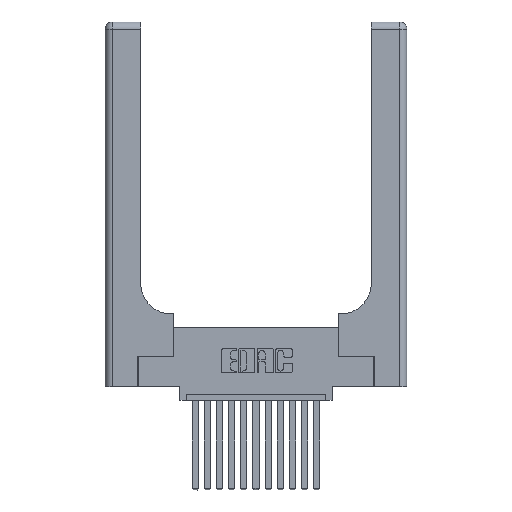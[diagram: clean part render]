
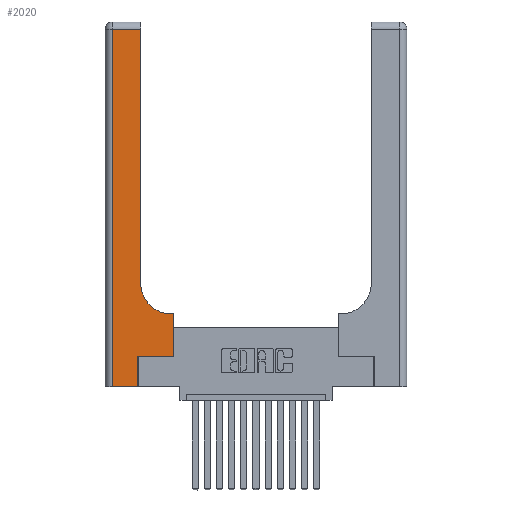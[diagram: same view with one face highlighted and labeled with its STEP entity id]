
A CAD part, top view. The second image highlights one B-rep face of the part: STEP entity #2020.
In plain terms, the highlighted planar face has unit normal (0, 0, 1).
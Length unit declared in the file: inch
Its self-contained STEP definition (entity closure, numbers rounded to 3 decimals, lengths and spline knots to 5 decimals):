
#78 = LINE ( 'NONE', #3597, #15829 ) ;
#304 = CIRCLE ( 'NONE', #7756, 0.25 ) ;
#334 = VERTEX_POINT ( 'NONE', #15929 ) ;
#404 = CARTESIAN_POINT ( 'NONE',  ( 0.2915, 2.94, 0.37 ) ) ;
#484 = ORIENTED_EDGE ( 'NONE', *, *, #11150, .T. ) ;
#499 = ORIENTED_EDGE ( 'NONE', *, *, #9222, .T. ) ;
#765 = CARTESIAN_POINT ( 'NONE',  ( 0.2915, 3., 0.37 ) ) ;
#1037 = DIRECTION ( 'NONE',  ( 0., 0., -1. ) ) ;
#1510 = LINE ( 'NONE', #14004, #5541 ) ;
#1672 = LINE ( 'NONE', #11648, #1899 ) ;
#1899 = VECTOR ( 'NONE', #13144, 39.37008 ) ;
#2020 = ADVANCED_FACE ( 'NONE', ( #2227 ), #3604, .F. ) ;
#2227 = FACE_OUTER_BOUND ( 'NONE', #11769, .T. ) ;
#2537 = CARTESIAN_POINT ( 'NONE',  ( 0.5415, 0.85, 0.37 ) ) ;
#2577 = DIRECTION ( 'NONE',  ( -1., 0., 0. ) ) ;
#3089 = LINE ( 'NONE', #13648, #4818 ) ;
#3109 = LINE ( 'NONE', #9326, #12682 ) ;
#3131 = ORIENTED_EDGE ( 'NONE', *, *, #11930, .T. ) ;
#3231 = VECTOR ( 'NONE', #14995, 39.37008 ) ;
#3401 = LINE ( 'NONE', #765, #7696 ) ;
#3597 = CARTESIAN_POINT ( 'NONE',  ( 0., 0., 0.37 ) ) ;
#3604 = PLANE ( 'NONE',  #10937 ) ;
#3821 = ORIENTED_EDGE ( 'NONE', *, *, #13663, .T. ) ;
#4114 = VERTEX_POINT ( 'NONE', #9512 ) ;
#4219 = ORIENTED_EDGE ( 'NONE', *, *, #11578, .T. ) ;
#4818 = VECTOR ( 'NONE', #17482, 39.37008 ) ;
#4933 = CARTESIAN_POINT ( 'NONE',  ( 0.5585, 0.25, 0.37 ) ) ;
#5440 = CARTESIAN_POINT ( 'NONE',  ( 0.5415, 0.6, 0.37 ) ) ;
#5505 = VERTEX_POINT ( 'NONE', #12537 ) ;
#5540 = EDGE_CURVE ( 'NONE', #11226, #7246, #3401, .T. ) ;
#5541 = VECTOR ( 'NONE', #11394, 39.37008 ) ;
#5645 = VECTOR ( 'NONE', #11878, 39.37008 ) ;
#6091 = ORIENTED_EDGE ( 'NONE', *, *, #7895, .T. ) ;
#6490 = ORIENTED_EDGE ( 'NONE', *, *, #5540, .T. ) ;
#7077 = CARTESIAN_POINT ( 'NONE',  ( 0.2915, 0.85, 0.37 ) ) ;
#7246 = VERTEX_POINT ( 'NONE', #404 ) ;
#7560 = DIRECTION ( 'NONE',  ( 0., 0., -1. ) ) ;
#7591 = DIRECTION ( 'NONE',  ( 0., 1., 0. ) ) ;
#7679 = VERTEX_POINT ( 'NONE', #9376 ) ;
#7696 = VECTOR ( 'NONE', #7591, 39.37008 ) ;
#7756 = AXIS2_PLACEMENT_3D ( 'NONE', #2537, #7560, #14637 ) ;
#7895 = EDGE_CURVE ( 'NONE', #8228, #11226, #304, .T. ) ;
#8228 = VERTEX_POINT ( 'NONE', #5440 ) ;
#9222 = EDGE_CURVE ( 'NONE', #7246, #11535, #1672, .T. ) ;
#9326 = CARTESIAN_POINT ( 'NONE',  ( 0.269, 0., 0.37 ) ) ;
#9376 = CARTESIAN_POINT ( 'NONE',  ( 0.5585, 0.25, 0.37 ) ) ;
#9452 = ORIENTED_EDGE ( 'NONE', *, *, #17533, .T. ) ;
#9512 = CARTESIAN_POINT ( 'NONE',  ( 0.06, 0., 0.37 ) ) ;
#10749 = DIRECTION ( 'NONE',  ( 0., 1., 0. ) ) ;
#10937 = AXIS2_PLACEMENT_3D ( 'NONE', #14449, #1037, #2577 ) ;
#11150 = EDGE_CURVE ( 'NONE', #14412, #5505, #3109, .T. ) ;
#11226 = VERTEX_POINT ( 'NONE', #7077 ) ;
#11394 = DIRECTION ( 'NONE',  ( -1., 0., 0. ) ) ;
#11535 = VERTEX_POINT ( 'NONE', #16149 ) ;
#11578 = EDGE_CURVE ( 'NONE', #5505, #7679, #3089, .T. ) ;
#11583 = LINE ( 'NONE', #4933, #5645 ) ;
#11648 = CARTESIAN_POINT ( 'NONE',  ( 0., 2.94, 0.37 ) ) ;
#11769 = EDGE_LOOP ( 'NONE', ( #6490, #499, #3821, #9452, #484, #4219, #3131, #11781, #6091 ) ) ;
#11781 = ORIENTED_EDGE ( 'NONE', *, *, #14882, .T. ) ;
#11878 = DIRECTION ( 'NONE',  ( 0., 1., 0. ) ) ;
#11930 = EDGE_CURVE ( 'NONE', #7679, #334, #11583, .T. ) ;
#12537 = CARTESIAN_POINT ( 'NONE',  ( 0.269, 0.25, 0.37 ) ) ;
#12682 = VECTOR ( 'NONE', #10749, 39.37008 ) ;
#12930 = DIRECTION ( 'NONE',  ( 1., 0., 0. ) ) ;
#13144 = DIRECTION ( 'NONE',  ( -1., 0., 0. ) ) ;
#13648 = CARTESIAN_POINT ( 'NONE',  ( 0.269, 0.25, 0.37 ) ) ;
#13663 = EDGE_CURVE ( 'NONE', #11535, #4114, #13845, .T. ) ;
#13845 = LINE ( 'NONE', #16321, #3231 ) ;
#14004 = CARTESIAN_POINT ( 'NONE',  ( 0.2915, 0.6, 0.37 ) ) ;
#14412 = VERTEX_POINT ( 'NONE', #15266 ) ;
#14449 = CARTESIAN_POINT ( 'NONE',  ( 0., 3., 0.37 ) ) ;
#14637 = DIRECTION ( 'NONE',  ( 1., 0., 0. ) ) ;
#14882 = EDGE_CURVE ( 'NONE', #334, #8228, #1510, .T. ) ;
#14995 = DIRECTION ( 'NONE',  ( 0., -1., 0. ) ) ;
#15266 = CARTESIAN_POINT ( 'NONE',  ( 0.269, 0., 0.37 ) ) ;
#15829 = VECTOR ( 'NONE', #12930, 39.37008 ) ;
#15929 = CARTESIAN_POINT ( 'NONE',  ( 0.5585, 0.6, 0.37 ) ) ;
#16149 = CARTESIAN_POINT ( 'NONE',  ( 0.06, 2.94, 0.37 ) ) ;
#16321 = CARTESIAN_POINT ( 'NONE',  ( 0.06, 3., 0.37 ) ) ;
#17482 = DIRECTION ( 'NONE',  ( 1., 0., 0. ) ) ;
#17533 = EDGE_CURVE ( 'NONE', #4114, #14412, #78, .T. ) ;
